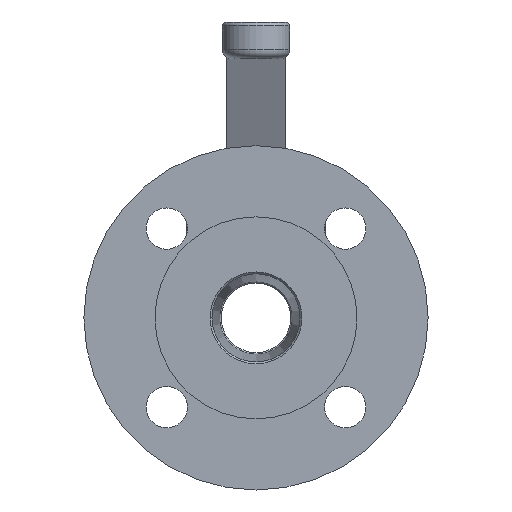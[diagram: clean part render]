
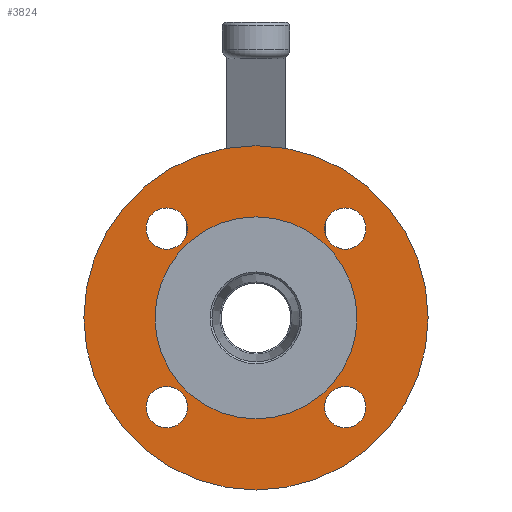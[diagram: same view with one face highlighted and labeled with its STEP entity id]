
A CAD part, front view. The second image highlights one B-rep face of the part: STEP entity #3824.
In plain terms, the highlighted planar face has unit normal (0, -1, 0).
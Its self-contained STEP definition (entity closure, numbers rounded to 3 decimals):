
#571=CARTESIAN_POINT('',(-38.891,-76.08,29.891));
#572=VERTEX_POINT('',#571);
#573=CARTESIAN_POINT('',(-38.891,-76.08,38.891));
#574=DIRECTION('',(0.0,1.0,0.0));
#575=DIRECTION('',(0.0,0.0,1.0));
#576=AXIS2_PLACEMENT_3D('',#573,#574,#575);
#577=CIRCLE('',#576,9.0);
#578=EDGE_CURVE('',#572,#572,#577,.T.);
#599=CARTESIAN_POINT('',(-29.891,-76.08,-38.891));
#600=VERTEX_POINT('',#599);
#601=CARTESIAN_POINT('',(-38.891,-76.08,-38.891));
#602=DIRECTION('',(0.0,1.0,0.0));
#603=DIRECTION('',(-1.0,0.0,0.0));
#604=AXIS2_PLACEMENT_3D('',#601,#602,#603);
#605=CIRCLE('',#604,9.0);
#606=EDGE_CURVE('',#600,#600,#605,.T.);
#627=CARTESIAN_POINT('',(38.891,-76.08,-29.891));
#628=VERTEX_POINT('',#627);
#629=CARTESIAN_POINT('',(38.891,-76.08,-38.891));
#630=DIRECTION('',(0.0,1.0,0.0));
#631=DIRECTION('',(0.0,0.0,-1.0));
#632=AXIS2_PLACEMENT_3D('',#629,#630,#631);
#633=CIRCLE('',#632,9.0);
#634=EDGE_CURVE('',#628,#628,#633,.T.);
#655=CARTESIAN_POINT('',(29.891,-76.08,38.891));
#656=VERTEX_POINT('',#655);
#657=CARTESIAN_POINT('',(38.891,-76.08,38.891));
#658=DIRECTION('',(0.0,1.0,0.0));
#659=DIRECTION('',(1.0,0.0,0.0));
#660=AXIS2_PLACEMENT_3D('',#657,#658,#659);
#661=CIRCLE('',#660,9.0);
#662=EDGE_CURVE('',#656,#656,#661,.T.);
#3778=CARTESIAN_POINT('',(0.0,-76.08,44.0));
#3779=VERTEX_POINT('',#3778);
#3780=CARTESIAN_POINT('',(0.0,-76.08,0.0));
#3781=DIRECTION('',(0.0,1.0,0.0));
#3782=DIRECTION('',(0.0,0.0,1.0));
#3783=AXIS2_PLACEMENT_3D('',#3780,#3781,#3782);
#3784=CIRCLE('',#3783,44.0);
#3785=EDGE_CURVE('',#3779,#3779,#3784,.T.);
#3793=CARTESIAN_POINT('',(0.0,-76.08,59.5));
#3794=DIRECTION('',(0.0,-1.0,0.0));
#3795=DIRECTION('',(0.0,0.0,-1.0));
#3796=AXIS2_PLACEMENT_3D('',#3793,#3794,#3795);
#3797=PLANE('',#3796);
#3798=CARTESIAN_POINT('',(0.0,-76.08,75.0));
#3799=VERTEX_POINT('',#3798);
#3800=CARTESIAN_POINT('',(0.0,-76.08,0.0));
#3801=DIRECTION('',(0.0,1.0,0.0));
#3802=DIRECTION('',(0.0,0.0,1.0));
#3803=AXIS2_PLACEMENT_3D('',#3800,#3801,#3802);
#3804=CIRCLE('',#3803,75.0);
#3805=EDGE_CURVE('',#3799,#3799,#3804,.T.);
#3806=ORIENTED_EDGE('',*,*,#3805,.F.);
#3807=EDGE_LOOP('',(#3806));
#3808=FACE_OUTER_BOUND('',#3807,.T.);
#3809=ORIENTED_EDGE('',*,*,#578,.T.);
#3810=EDGE_LOOP('',(#3809));
#3811=FACE_BOUND('',#3810,.T.);
#3812=ORIENTED_EDGE('',*,*,#606,.T.);
#3813=EDGE_LOOP('',(#3812));
#3814=FACE_BOUND('',#3813,.T.);
#3815=ORIENTED_EDGE('',*,*,#634,.T.);
#3816=EDGE_LOOP('',(#3815));
#3817=FACE_BOUND('',#3816,.T.);
#3818=ORIENTED_EDGE('',*,*,#662,.T.);
#3819=EDGE_LOOP('',(#3818));
#3820=FACE_BOUND('',#3819,.T.);
#3821=ORIENTED_EDGE('',*,*,#3785,.T.);
#3822=EDGE_LOOP('',(#3821));
#3823=FACE_BOUND('',#3822,.T.);
#3824=ADVANCED_FACE('',(#3808,#3811,#3814,#3817,#3820,#3823),#3797,.T.);
